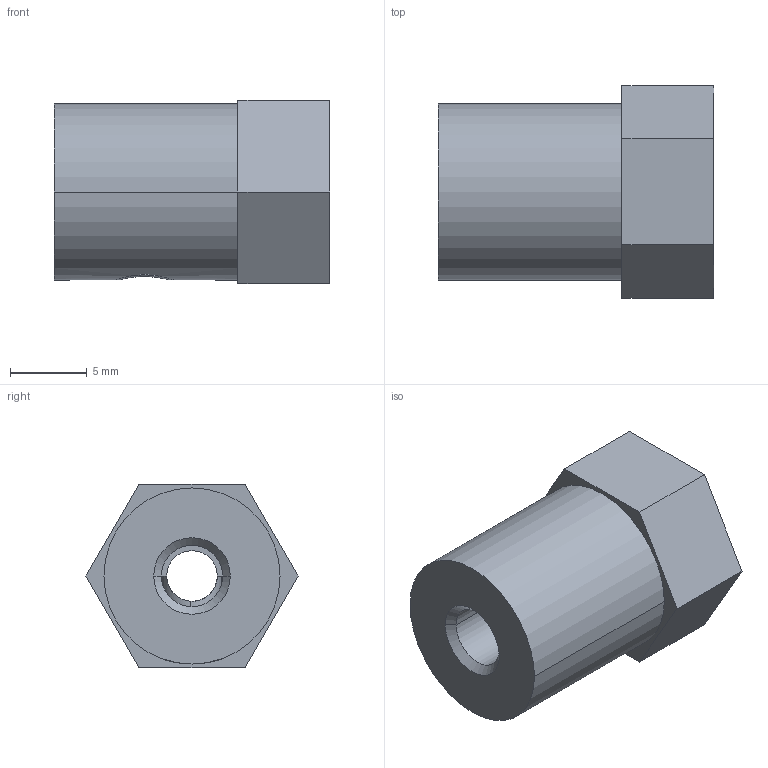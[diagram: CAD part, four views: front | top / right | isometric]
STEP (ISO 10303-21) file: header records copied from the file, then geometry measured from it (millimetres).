
FILE_DESCRIPTION((''),'2;1');
FILE_NAME('ACOP-HEX-M4','2025-05-26T20:35:03',('t-gamer'),(''),'CREO PARAMETRIC BY PTC INC, 2024063','CREO PARAMETRIC BY PTC INC, 2024063','');
FILE_SCHEMA(('CONFIG_CONTROL_DESIGN'));
Length unit declared in the file: millimetre
Products named in the file (1): ACOP-HEX-M4
Bounding box: 18 x 13.86 x 12 mm (x, y, z)
Volume: 1765.7 mm3; surface area: 1285 mm2
Topology: 1 solids, 3 shells, 27 faces, 68 edges, 46 vertices
Faces by surface type: plane 13, cylinder 12, cone 2
Entity records: 948 total; most frequent: CARTESIAN_POINT 247, DIRECTION 136, ORIENTED_EDGE 122, EDGE_CURVE 68, AXIS2_PLACEMENT_3D 50, VERTEX_POINT 46, VECTOR 36, LINE 36
